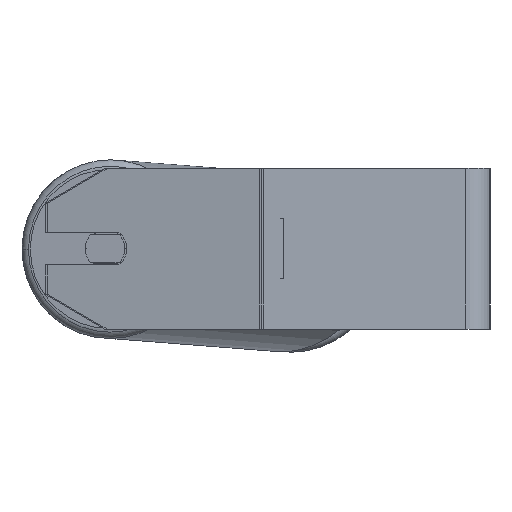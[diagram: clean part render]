
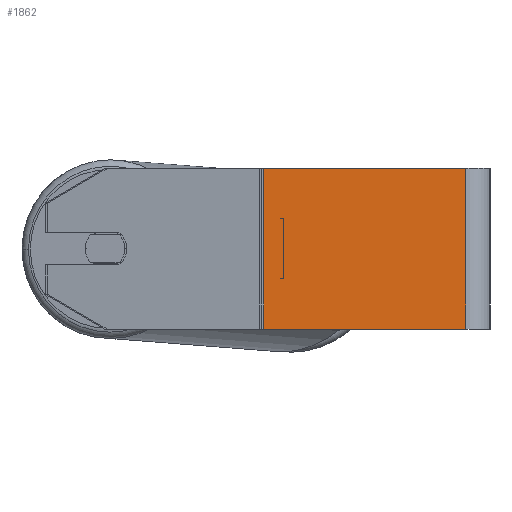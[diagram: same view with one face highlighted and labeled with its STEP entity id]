
A CAD part, left-side view. The second image highlights one B-rep face of the part: STEP entity #1862.
In plain terms, the highlighted planar face has unit normal (-1, 0, 0).
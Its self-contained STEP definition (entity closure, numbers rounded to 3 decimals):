
#249 = DIRECTION ( 'NONE',  ( 1., 0., 0. ) ) ;
#427 = FACE_OUTER_BOUND ( 'NONE', #2026, .T. ) ;
#681 = DIRECTION ( 'NONE',  ( 0., -1., 0. ) ) ;
#870 = VERTEX_POINT ( 'NONE', #2049 ) ;
#1076 = ORIENTED_EDGE ( 'NONE', *, *, #6409, .F. ) ;
#1221 = EDGE_CURVE ( 'NONE', #4090, #870, #7939, .T. ) ;
#1862 = ADVANCED_FACE ( 'NONE', ( #427 ), #2392, .F. ) ;
#1873 = CARTESIAN_POINT ( 'NONE',  ( -800., 113.649, -40. ) ) ;
#1875 = DIRECTION ( 'NONE',  ( 0., 0., -1. ) ) ;
#1887 = VERTEX_POINT ( 'NONE', #7039 ) ;
#1995 = CARTESIAN_POINT ( 'NONE',  ( -800., 112.599, -40. ) ) ;
#2026 = EDGE_LOOP ( 'NONE', ( #5453, #1076, #4803, #3921 ) ) ;
#2049 = CARTESIAN_POINT ( 'NONE',  ( -800., 12., -40. ) ) ;
#2392 = PLANE ( 'NONE',  #7876 ) ;
#2488 = VECTOR ( 'NONE', #7977, 1000. ) ;
#2645 = LINE ( 'NONE', #6476, #3864 ) ;
#3055 = EDGE_CURVE ( 'NONE', #1887, #4090, #5865, .T. ) ;
#3864 = VECTOR ( 'NONE', #681, 1000. ) ;
#3921 = ORIENTED_EDGE ( 'NONE', *, *, #3055, .T. ) ;
#4090 = VERTEX_POINT ( 'NONE', #1995 ) ;
#4425 = DIRECTION ( 'NONE',  ( 0., 0., -1. ) ) ;
#4629 = VECTOR ( 'NONE', #1875, 1000. ) ;
#4630 = DIRECTION ( 'NONE',  ( 0., 0., -1. ) ) ;
#4803 = ORIENTED_EDGE ( 'NONE', *, *, #7608, .F. ) ;
#5094 = CARTESIAN_POINT ( 'NONE',  ( -800., 113.649, 40. ) ) ;
#5453 = ORIENTED_EDGE ( 'NONE', *, *, #1221, .T. ) ;
#5524 = VECTOR ( 'NONE', #4630, 1000. ) ;
#5865 = LINE ( 'NONE', #7942, #4629 ) ;
#6157 = CARTESIAN_POINT ( 'NONE',  ( -800., 12., 40. ) ) ;
#6409 = EDGE_CURVE ( 'NONE', #8467, #870, #6758, .T. ) ;
#6476 = CARTESIAN_POINT ( 'NONE',  ( -800., 113.649, 40. ) ) ;
#6758 = LINE ( 'NONE', #7997, #5524 ) ;
#7039 = CARTESIAN_POINT ( 'NONE',  ( -800., 112.599, 40. ) ) ;
#7608 = EDGE_CURVE ( 'NONE', #1887, #8467, #2645, .T. ) ;
#7876 = AXIS2_PLACEMENT_3D ( 'NONE', #5094, #249, #4425 ) ;
#7939 = LINE ( 'NONE', #1873, #2488 ) ;
#7942 = CARTESIAN_POINT ( 'NONE',  ( -800., 112.599, 40. ) ) ;
#7977 = DIRECTION ( 'NONE',  ( 0., -1., 0. ) ) ;
#7997 = CARTESIAN_POINT ( 'NONE',  ( -800., 12., 40. ) ) ;
#8467 = VERTEX_POINT ( 'NONE', #6157 ) ;
